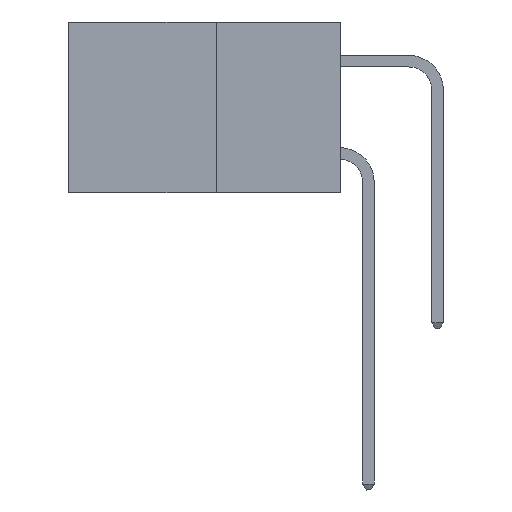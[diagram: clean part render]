
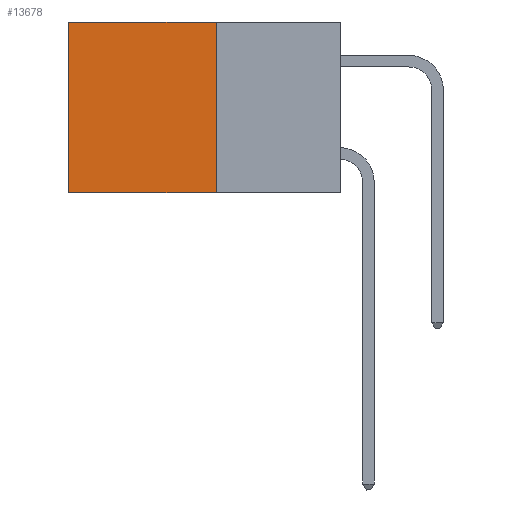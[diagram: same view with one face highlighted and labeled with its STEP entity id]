
A CAD part, left-side view. The second image highlights one B-rep face of the part: STEP entity #13678.
In plain terms, the highlighted planar face has unit normal (-1, 0, 0).
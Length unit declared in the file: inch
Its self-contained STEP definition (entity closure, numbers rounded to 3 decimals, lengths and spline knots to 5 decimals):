
#346 = VECTOR ( 'NONE', #6209, 39.37008 ) ;
#583 = VERTEX_POINT ( 'NONE', #13909 ) ;
#1238 = VECTOR ( 'NONE', #10716, 39.37008 ) ;
#2211 = VERTEX_POINT ( 'NONE', #16300 ) ;
#2487 = ORIENTED_EDGE ( 'NONE', *, *, #10578, .F. ) ;
#2764 = PLANE ( 'NONE',  #3656 ) ;
#3253 = CARTESIAN_POINT ( 'NONE',  ( 0.277, 0.27, 0. ) ) ;
#3555 = VECTOR ( 'NONE', #5395, 39.37008 ) ;
#3656 = AXIS2_PLACEMENT_3D ( 'NONE', #17178, #8586, #18525 ) ;
#4205 = LINE ( 'NONE', #3253, #346 ) ;
#4629 = LINE ( 'NONE', #4938, #1238 ) ;
#4938 = CARTESIAN_POINT ( 'NONE',  ( 0.277, 0.27, -0.37 ) ) ;
#5395 = DIRECTION ( 'NONE',  ( 0., 0., -1. ) ) ;
#6043 = VECTOR ( 'NONE', #9684, 39.37008 ) ;
#6209 = DIRECTION ( 'NONE',  ( 0., 1., 0. ) ) ;
#6780 = CARTESIAN_POINT ( 'NONE',  ( 0.277, 0.59, -0.37 ) ) ;
#6961 = LINE ( 'NONE', #11182, #6043 ) ;
#7076 = EDGE_CURVE ( 'NONE', #2211, #583, #15117, .T. ) ;
#7141 = CARTESIAN_POINT ( 'NONE',  ( 0.277, 0.27, -0.37 ) ) ;
#8520 = VERTEX_POINT ( 'NONE', #9388 ) ;
#8586 = DIRECTION ( 'NONE',  ( 1., 0., 0. ) ) ;
#9211 = EDGE_CURVE ( 'NONE', #8520, #2211, #4205, .T. ) ;
#9388 = CARTESIAN_POINT ( 'NONE',  ( 0.277, 0.27, 0. ) ) ;
#9526 = EDGE_CURVE ( 'NONE', #8520, #14299, #6961, .T. ) ;
#9585 = EDGE_LOOP ( 'NONE', ( #10653, #2487, #15630, #17365 ) ) ;
#9684 = DIRECTION ( 'NONE',  ( 0., 0., -1. ) ) ;
#10578 = EDGE_CURVE ( 'NONE', #14299, #583, #4629, .T. ) ;
#10653 = ORIENTED_EDGE ( 'NONE', *, *, #7076, .T. ) ;
#10716 = DIRECTION ( 'NONE',  ( 0., 1., 0. ) ) ;
#10877 = FACE_OUTER_BOUND ( 'NONE', #9585, .T. ) ;
#11182 = CARTESIAN_POINT ( 'NONE',  ( 0.277, 0.27, -0.37 ) ) ;
#13678 = ADVANCED_FACE ( 'NONE', ( #10877 ), #2764, .F. ) ;
#13909 = CARTESIAN_POINT ( 'NONE',  ( 0.277, 0.59, -0.37 ) ) ;
#14299 = VERTEX_POINT ( 'NONE', #7141 ) ;
#15117 = LINE ( 'NONE', #6780, #3555 ) ;
#15630 = ORIENTED_EDGE ( 'NONE', *, *, #9526, .F. ) ;
#16300 = CARTESIAN_POINT ( 'NONE',  ( 0.277, 0.59, 0. ) ) ;
#17178 = CARTESIAN_POINT ( 'NONE',  ( 0.277, 0.27, -0.37 ) ) ;
#17365 = ORIENTED_EDGE ( 'NONE', *, *, #9211, .T. ) ;
#18525 = DIRECTION ( 'NONE',  ( 0., 0., -1. ) ) ;
